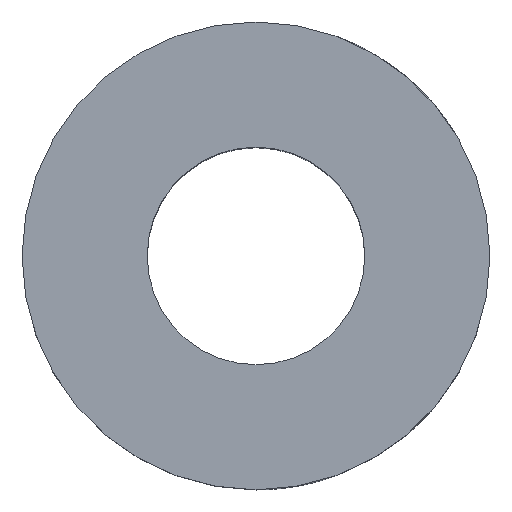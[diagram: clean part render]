
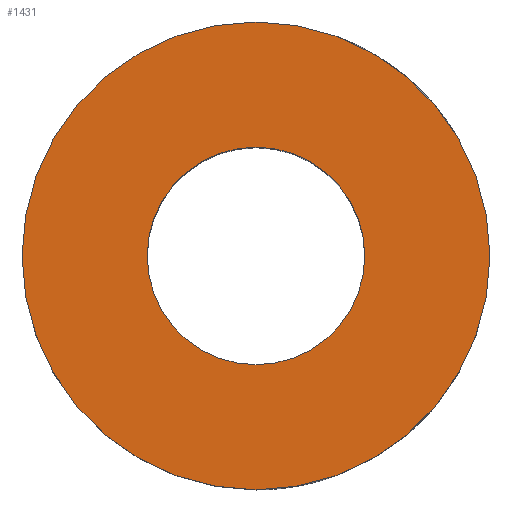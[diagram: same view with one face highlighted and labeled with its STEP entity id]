
A CAD part, top view. The second image highlights one B-rep face of the part: STEP entity #1431.
In plain terms, the highlighted planar face has unit normal (0, 0, 1).
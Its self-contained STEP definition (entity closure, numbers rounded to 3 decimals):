
#21 = ORIENTED_EDGE ( 'NONE', *, *, #1588, .T. ) ;
#29 = VERTEX_POINT ( 'NONE', #352 ) ;
#100 = CARTESIAN_POINT ( 'NONE',  ( 0., 32.25, 0. ) ) ;
#174 = CARTESIAN_POINT ( 'NONE',  ( 0., -32.25, 0. ) ) ;
#241 = CIRCLE ( 'NONE', #242, 15. ) ;
#242 = AXIS2_PLACEMENT_3D ( 'NONE', #243, #244, #245 ) ;
#243 = CARTESIAN_POINT ( 'NONE',  ( 0., 0., 0. ) ) ;
#244 = DIRECTION ( 'NONE',  ( 0., 0., 1. ) ) ;
#245 = DIRECTION ( 'NONE',  ( 0., -1., 0. ) ) ;
#341 = CIRCLE ( 'NONE', #342, 32.25 ) ;
#342 = AXIS2_PLACEMENT_3D ( 'NONE', #343, #344, #345 ) ;
#343 = CARTESIAN_POINT ( 'NONE',  ( 0., 0., 0. ) ) ;
#344 = DIRECTION ( 'NONE',  ( 0., 0., 1. ) ) ;
#345 = DIRECTION ( 'NONE',  ( 0., -1., 0. ) ) ;
#352 = CARTESIAN_POINT ( 'NONE',  ( 0., -15., 0. ) ) ;
#460 = CIRCLE ( 'NONE', #461, 15. ) ;
#461 = AXIS2_PLACEMENT_3D ( 'NONE', #462, #463, #464 ) ;
#462 = CARTESIAN_POINT ( 'NONE',  ( 0., 0., 0. ) ) ;
#463 = DIRECTION ( 'NONE',  ( 0., 0., 1. ) ) ;
#464 = DIRECTION ( 'NONE',  ( 0., -1., 0. ) ) ;
#595 = FACE_BOUND ( 'NONE', #1502, .T. ) ;
#596 = FACE_OUTER_BOUND ( 'NONE', #742, .T. ) ;
#597 = PLANE ( 'NONE',  #598 ) ;
#598 = AXIS2_PLACEMENT_3D ( 'NONE', #599, #600, #601 ) ;
#599 = CARTESIAN_POINT ( 'NONE',  ( 0., 32.25, 0. ) ) ;
#600 = DIRECTION ( 'NONE',  ( 0., 0., -1. ) ) ;
#601 = DIRECTION ( 'NONE',  ( 0., 1., 0. ) ) ;
#722 = ORIENTED_EDGE ( 'NONE', *, *, #1411, .F. ) ;
#742 = EDGE_LOOP ( 'NONE', ( #1418, #21 ) ) ;
#782 = CARTESIAN_POINT ( 'NONE',  ( 0., 15., 0. ) ) ;
#905 = ORIENTED_EDGE ( 'NONE', *, *, #1513, .F. ) ;
#951 = CIRCLE ( 'NONE', #952, 32.25 ) ;
#952 = AXIS2_PLACEMENT_3D ( 'NONE', #953, #954, #955 ) ;
#953 = CARTESIAN_POINT ( 'NONE',  ( 0., 0., 0. ) ) ;
#954 = DIRECTION ( 'NONE',  ( 0., 0., 1. ) ) ;
#955 = DIRECTION ( 'NONE',  ( 0., -1., 0. ) ) ;
#1310 = VERTEX_POINT ( 'NONE', #100 ) ;
#1411 = EDGE_CURVE ( 'NONE', #29, #1614, #460, .T. ) ;
#1418 = ORIENTED_EDGE ( 'NONE', *, *, #1492, .T. ) ;
#1431 = ADVANCED_FACE ( 'NONE', ( #595, #596 ), #597, .F. ) ;
#1492 = EDGE_CURVE ( 'NONE', #1506, #1310, #951, .T. ) ;
#1502 = EDGE_LOOP ( 'NONE', ( #722, #905 ) ) ;
#1506 = VERTEX_POINT ( 'NONE', #174 ) ;
#1513 = EDGE_CURVE ( 'NONE', #1614, #29, #241, .T. ) ;
#1588 = EDGE_CURVE ( 'NONE', #1310, #1506, #341, .T. ) ;
#1614 = VERTEX_POINT ( 'NONE', #782 ) ;
